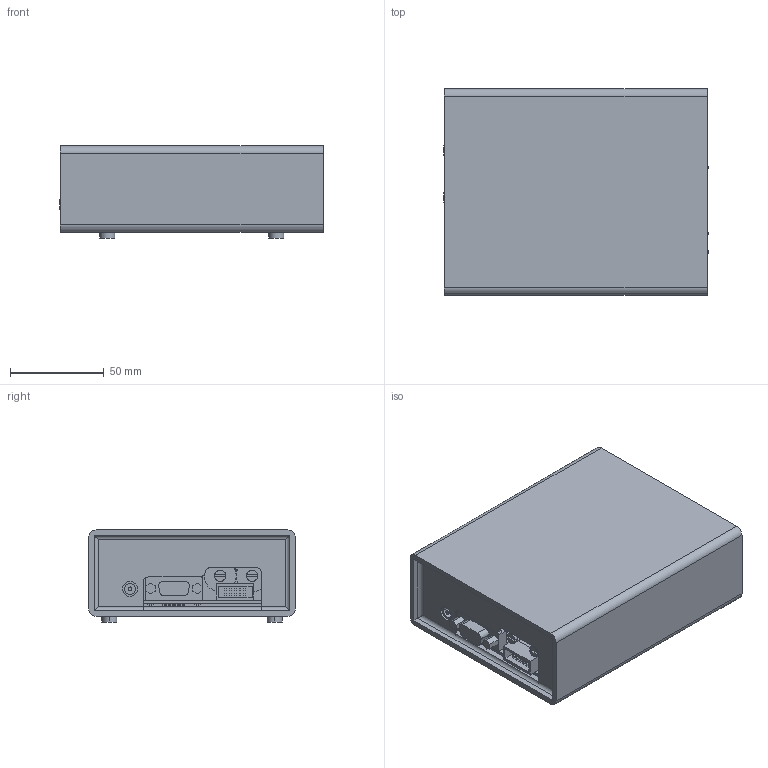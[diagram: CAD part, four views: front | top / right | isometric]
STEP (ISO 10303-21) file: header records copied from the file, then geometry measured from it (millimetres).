
FILE_DESCRIPTION(('CATIA V5 STEP Exchange'),'2;1');
FILE_NAME('assembly.stp','2014-10-25T20:41:04+00:00',('none'),('none'),'CATIA Version 5 Release 20 GA (IN-10)','CATIA V5 STEP AP203','none');
FILE_SCHEMA(('CONFIG_CONTROL_DESIGN'));
Length unit declared in the file: millimetre
Products named in the file (2): AS-TNC-01; pcb tnc assembly
Assembly tree (18 placements, depth 3):
  AS-TNC-01
    #58
    pcb tnc assembly
      #1189
      #1491
      #7300
      #7612
      #9254  x2
    #9584
    #10090
    #10622  x3
    #10774
    #10949  x4
Bounding box: 140.78 x 110 x 49 mm (x, y, z)
Volume: 159245.3 mm3; surface area: 124182 mm2
Topology: 17 solids, 17 shells, 398 faces, 981 edges, 646 vertices
Faces by surface type: plane 331, cylinder 64, sphere 3
Entity records: 11051 total; most frequent: CARTESIAN_POINT 2069, ORIENTED_EDGE 1834, DIRECTION 1620, EDGE_CURVE 917, VECTOR 819, LINE 819, VERTEX_POINT 606, AXIS2_PLACEMENT_3D 443
